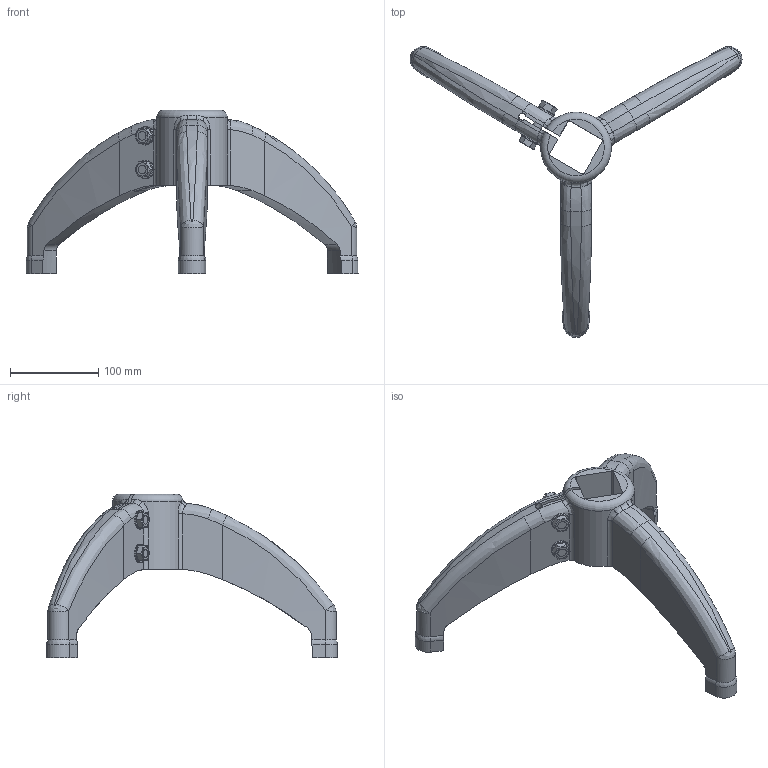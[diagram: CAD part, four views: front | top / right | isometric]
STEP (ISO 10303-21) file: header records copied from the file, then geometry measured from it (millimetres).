
FILE_DESCRIPTION(/* description */ ('STEP AP203'),/* implementation_level */ '2;1');
FILE_NAME(/* name */ '530460.stp',/* time_stamp */ '2020-12-12T14:04:32+01:00',/* author */ ('admin'),/* organization */ ('Alutec K&K'),/* preprocessor_version */ 'ST-DEVELOPER v18.1',/* originating_system */ 'Autodesk Inventor 2021',/* authorisation */ '');
FILE_SCHEMA (('AUTOMOTIVE_DESIGN { 1 0 10303 214 3 1 1 }'));
Length unit declared in the file: millimetre
Products named in the file (1): 530460
Bounding box: 375.38 x 328.96 x 185 mm (x, y, z)
Volume: 1387923.2 mm3; surface area: 170664.2 mm2
Topology: 7 solids, 11 shells, 195 faces, 502 edges, 321 vertices
Faces by surface type: bspline 68, plane 56, cylinder 47, torus 18, cone 6
Full cylindrical faces by diameter (mm): 10 x4, 10.5 x4, 14.51 x3, 21 x4
Entity records: 14876 total; most frequent: CARTESIAN_POINT 10558, ORIENTED_EDGE 990, DIRECTION 758, EDGE_CURVE 499, VERTEX_POINT 321, AXIS2_PLACEMENT_3D 318, EDGE_LOOP 208, FACE_OUTER_BOUND 195
